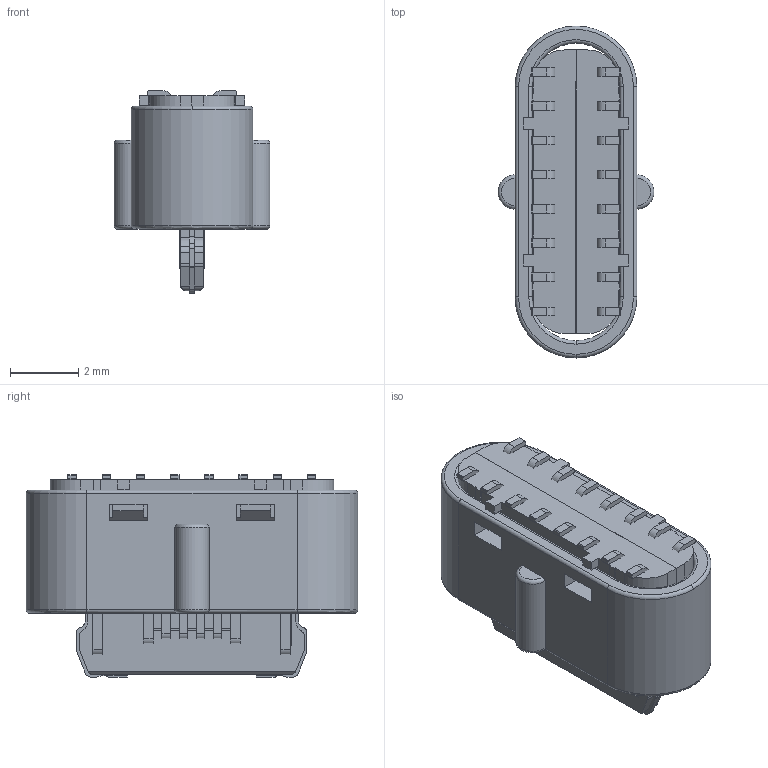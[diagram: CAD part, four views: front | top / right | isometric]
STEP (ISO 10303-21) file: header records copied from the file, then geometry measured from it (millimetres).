
FILE_DESCRIPTION (( 'STEP AP203' ), '1' );
FILE_NAME ('TYPE C 母座 16P 立式全塑6.0 无柱.STEP', '2024-08-13T02:33:50', ( '' ), ( '' ), 'SwSTEP 2.0', 'SolidWorks 2021', '' );
FILE_SCHEMA (( 'CONFIG_CONTROL_DESIGN' ));
Length unit declared in the file: millimetre
Products named in the file (1): TYPE C 母座 16P 立式全塑6.0 无柱
Bounding box: 4.56 x 9.7 x 5.92 mm (x, y, z)
Volume: 94.1 mm3; surface area: 661.1 mm2
Topology: 22 solids, 22 shells, 1284 faces, 3798 edges, 2529 vertices
Faces by surface type: plane 889, cylinder 362, torus 20, bspline 9, cone 4
Entity records: 43298 total; most frequent: CARTESIAN_POINT 8550, ORIENTED_EDGE 7596, DIRECTION 6874, EDGE_CURVE 3798, VECTOR 2860, LINE 2860, VERTEX_POINT 2529, AXIS2_PLACEMENT_3D 2007
